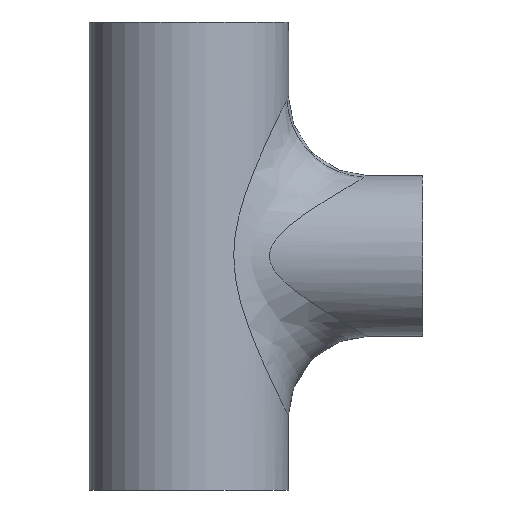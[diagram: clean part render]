
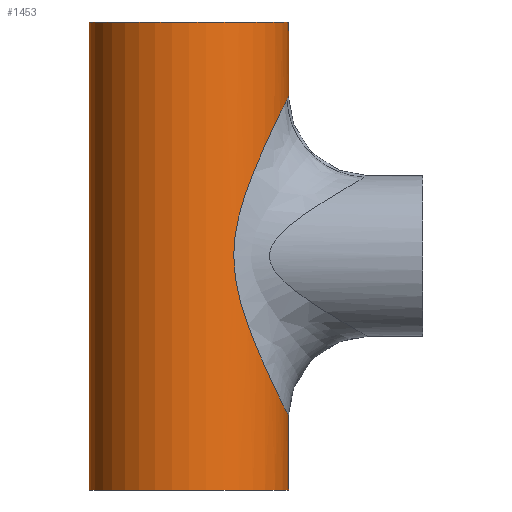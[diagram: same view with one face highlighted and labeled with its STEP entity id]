
A CAD part, front view. The second image highlights one B-rep face of the part: STEP entity #1453.
In plain terms, the highlighted cylindrical face has radius 10.65 mm (diameter 21.3 mm), a partial arc.
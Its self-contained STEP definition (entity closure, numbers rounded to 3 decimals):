
#15 = CARTESIAN_POINT ( 'NONE',  ( -10.65, 0., -25. ) ) ;
#22 = CARTESIAN_POINT ( 'NONE',  ( 6.36, -8.549, 7.542 ) ) ;
#31 = CARTESIAN_POINT ( 'NONE',  ( 10.65, 0., -25. ) ) ;
#40 = VECTOR ( 'NONE', #372, 1000. ) ;
#41 = CARTESIAN_POINT ( 'NONE',  ( 5.234, -9.276, 3.796 ) ) ;
#50 = CARTESIAN_POINT ( 'NONE',  ( 8.045, -6.994, -11.626 ) ) ;
#52 = EDGE_CURVE ( 'NONE', #688, #1516, #1472, .T. ) ;
#109 = DIRECTION ( 'NONE',  ( 0., 0., -1. ) ) ;
#114 = CARTESIAN_POINT ( 'NONE',  ( 10.65, 0., -17.1 ) ) ;
#133 = CARTESIAN_POINT ( 'NONE',  ( 9.749, -4.3, -15.264 ) ) ;
#137 = DIRECTION ( 'NONE',  ( 0., 0., 1. ) ) ;
#168 = CARTESIAN_POINT ( 'NONE',  ( 10.384, -2.4, 16.564 ) ) ;
#177 = CARTESIAN_POINT ( 'NONE',  ( 9.515, -4.794, 14.78 ) ) ;
#246 = CARTESIAN_POINT ( 'NONE',  ( 10.633, -0.686, 17.066 ) ) ;
#254 = FACE_OUTER_BOUND ( 'NONE', #494, .T. ) ;
#260 = ORIENTED_EDGE ( 'NONE', *, *, #683, .F. ) ;
#295 = CARTESIAN_POINT ( 'NONE',  ( 9.66, -4.497, 15.081 ) ) ;
#303 = CARTESIAN_POINT ( 'NONE',  ( 7.294, -7.764, 9.887 ) ) ;
#314 = CARTESIAN_POINT ( 'NONE',  ( 5.02, -9.395, -2.791 ) ) ;
#322 = CARTESIAN_POINT ( 'NONE',  ( 5.546, -9.095, 5.073 ) ) ;
#332 = CARTESIAN_POINT ( 'NONE',  ( 7.072, -7.973, -9.365 ) ) ;
#350 = ORIENTED_EDGE ( 'NONE', *, *, #505, .F. ) ;
#372 = DIRECTION ( 'NONE',  ( 0., 0., -1. ) ) ;
#383 = CARTESIAN_POINT ( 'NONE',  ( 0., 0., -25. ) ) ;
#398 = CYLINDRICAL_SURFACE ( 'NONE', #787, 10.65 ) ;
#412 = DIRECTION ( 'NONE',  ( 0., 0., -1. ) ) ;
#430 = CARTESIAN_POINT ( 'NONE',  ( 4.923, -9.444, 2.06 ) ) ;
#438 = CARTESIAN_POINT ( 'NONE',  ( 6.455, -8.481, -7.791 ) ) ;
#494 = EDGE_LOOP ( 'NONE', ( #350, #637, #792, #542, #260, #1158, #741 ) ) ;
#505 = EDGE_CURVE ( 'NONE', #671, #1693, #1429, .T. ) ;
#514 = CARTESIAN_POINT ( 'NONE',  ( 10.65, 0., 25. ) ) ;
#529 = CARTESIAN_POINT ( 'NONE',  ( 10.523, -1.672, 16.844 ) ) ;
#537 = CARTESIAN_POINT ( 'NONE',  ( 10.463, -1.988, 16.722 ) ) ;
#542 = ORIENTED_EDGE ( 'NONE', *, *, #762, .T. ) ;
#554 = B_SPLINE_CURVE_WITH_KNOTS ( 'NONE', 3,
 ( #537, #529, #1635, #246, #1072, #810 ),
 .UNSPECIFIED., .F., .F.,
 ( 4, 2, 4 ),
 ( 0.088, 0.089, 0.09 ),
 .UNSPECIFIED. ) ;
#557 = AXIS2_PLACEMENT_3D ( 'NONE', #383, #137, #1478 ) ;
#571 = CARTESIAN_POINT ( 'NONE',  ( 5.394, -9.186, -4.514 ) ) ;
#590 = CARTESIAN_POINT ( 'NONE',  ( 9.933, -3.858, 15.642 ) ) ;
#637 = ORIENTED_EDGE ( 'NONE', *, *, #1579, .F. ) ;
#643 = AXIS2_PLACEMENT_3D ( 'NONE', #1627, #820, #659 ) ;
#647 = VECTOR ( 'NONE', #1188, 1000. ) ;
#657 = VERTEX_POINT ( 'NONE', #15 ) ;
#659 = DIRECTION ( 'NONE',  ( 1., 0., 0. ) ) ;
#664 = CARTESIAN_POINT ( 'NONE',  ( 10.133, -3.299, -16.052 ) ) ;
#671 = VERTEX_POINT ( 'NONE', #1102 ) ;
#682 = CARTESIAN_POINT ( 'NONE',  ( 0., 0., 25. ) ) ;
#683 = EDGE_CURVE ( 'NONE', #688, #1742, #972, .T. ) ;
#688 = VERTEX_POINT ( 'NONE', #1250 ) ;
#705 = CARTESIAN_POINT ( 'NONE',  ( 8.371, -6.607, -12.345 ) ) ;
#713 = CARTESIAN_POINT ( 'NONE',  ( 8.596, -6.314, 12.834 ) ) ;
#722 = CARTESIAN_POINT ( 'NONE',  ( 4.805, -9.504, 0.739 ) ) ;
#731 = CARTESIAN_POINT ( 'NONE',  ( 8.85, -5.931, -13.377 ) ) ;
#741 = ORIENTED_EDGE ( 'NONE', *, *, #1345, .T. ) ;
#762 = EDGE_CURVE ( 'NONE', #657, #1742, #1336, .T. ) ;
#787 = AXIS2_PLACEMENT_3D ( 'NONE', #682, #109, #1089 ) ;
#792 = ORIENTED_EDGE ( 'NONE', *, *, #1394, .T. ) ;
#794 = CARTESIAN_POINT ( 'NONE',  ( -10.65, 0., 25. ) ) ;
#809 = CARTESIAN_POINT ( 'NONE',  ( 10.65, 0., 25. ) ) ;
#810 = CARTESIAN_POINT ( 'NONE',  ( 10.65, 0., 17.1 ) ) ;
#820 = DIRECTION ( 'NONE',  ( 0., 0., 1. ) ) ;
#842 = CARTESIAN_POINT ( 'NONE',  ( 10.285, -2.791, 16.362 ) ) ;
#851 = CARTESIAN_POINT ( 'NONE',  ( 8.272, -6.726, 12.128 ) ) ;
#859 = CARTESIAN_POINT ( 'NONE',  ( 4.986, -9.411, 2.499 ) ) ;
#867 = CARTESIAN_POINT ( 'NONE',  ( 10.059, -3.52, 15.901 ) ) ;
#872 = VECTOR ( 'NONE', #412, 1000. ) ;
#876 = CARTESIAN_POINT ( 'NONE',  ( 7.617, -7.446, 10.647 ) ) ;
#950 = CARTESIAN_POINT ( 'NONE',  ( 10.247, -2.929, -16.284 ) ) ;
#971 = CARTESIAN_POINT ( 'NONE',  ( 10.437, -2.158, -16.67 ) ) ;
#972 = LINE ( 'NONE', #809, #872 ) ;
#979 = CARTESIAN_POINT ( 'NONE',  ( 5.142, -9.327, 3.367 ) ) ;
#987 = CARTESIAN_POINT ( 'NONE',  ( 4.833, -9.49, 1.18 ) ) ;
#1000 = CARTESIAN_POINT ( 'NONE',  ( -10.65, 0., 25. ) ) ;
#1072 = CARTESIAN_POINT ( 'NONE',  ( 10.65, -0.344, 17.1 ) ) ;
#1078 = CARTESIAN_POINT ( 'NONE',  ( 9.465, -4.893, -14.676 ) ) ;
#1086 = CARTESIAN_POINT ( 'NONE',  ( 10.621, -0.896, -17.042 ) ) ;
#1089 = DIRECTION ( 'NONE',  ( -1., 0., 0. ) ) ;
#1101 = CARTESIAN_POINT ( 'NONE',  ( 10.514, -1.753, -16.825 ) ) ;
#1102 = CARTESIAN_POINT ( 'NONE',  ( 10.65, 0., 25. ) ) ;
#1110 = CARTESIAN_POINT ( 'NONE',  ( 5.802, -8.937, 5.911 ) ) ;
#1118 = CARTESIAN_POINT ( 'NONE',  ( 6.161, -8.693, -6.99 ) ) ;
#1138 = CARTESIAN_POINT ( 'NONE',  ( 4.799, -9.507, -0.59 ) ) ;
#1146 = CARTESIAN_POINT ( 'NONE',  ( 4.887, -9.463, -1.918 ) ) ;
#1158 = ORIENTED_EDGE ( 'NONE', *, *, #52, .T. ) ;
#1188 = DIRECTION ( 'NONE',  ( 0., 0., -1. ) ) ;
#1214 = CARTESIAN_POINT ( 'NONE',  ( 9.884, -3.984, -15.542 ) ) ;
#1216 = CARTESIAN_POINT ( 'NONE',  ( 10.463, -1.988, 16.722 ) ) ;
#1240 = VERTEX_POINT ( 'NONE', #1000 ) ;
#1250 = CARTESIAN_POINT ( 'NONE',  ( 10.65, 0., -17.1 ) ) ;
#1257 = CARTESIAN_POINT ( 'NONE',  ( 4.789, -9.513, -0.146 ) ) ;
#1266 = CARTESIAN_POINT ( 'NONE',  ( 10.463, -1.988, 16.722 ) ) ;
#1336 = CIRCLE ( 'NONE', #557, 10.65 ) ;
#1345 = EDGE_CURVE ( 'NONE', #1516, #1693, #554, .T. ) ;
#1359 = LINE ( 'NONE', #794, #40 ) ;
#1389 = CIRCLE ( 'NONE', #643, 10.65 ) ;
#1394 = EDGE_CURVE ( 'NONE', #1240, #657, #1359, .T. ) ;
#1399 = CARTESIAN_POINT ( 'NONE',  ( 9.064, -5.598, 13.834 ) ) ;
#1408 = CARTESIAN_POINT ( 'NONE',  ( 7.134, -7.91, 9.503 ) ) ;
#1429 = LINE ( 'NONE', #514, #647 ) ;
#1453 = ADVANCED_FACE ( 'NONE', ( #254 ), #398, .T. ) ;
#1472 = B_SPLINE_CURVE_WITH_KNOTS ( 'NONE', 3,
 ( #114, #1763, #1086, #1101, #971, #950, #664, #1214, #133, #1078, #1625, #1773, #731, #705, #50, #1666, #332, #438, #1118, #1658, #571, #314, #1146, #1138, #1257, #722, #987, #430, #859, #979, #41, #322, #1110, #22, #1533, #1408, #303, #876, #1556, #851, #713, #1399, #1524, #177, #295, #590, #867, #842, #168, #1266 ),
 .UNSPECIFIED., .F., .F.,
 ( 4, 2, 2, 2, 2, 2, 2, 2, 2, 2, 2, 2, 2, 2, 2, 2, 2, 2, 2, 2, 2, 2, 2, 2, 4 ),
 ( 0.045, 0.046, 0.048, 0.049, 0.05, 0.052, 0.053, 0.056, 0.058, 0.061, 0.064, 0.067, 0.068, 0.069, 0.071, 0.072, 0.075, 0.077, 0.079, 0.08, 0.083, 0.084, 0.085, 0.087, 0.088 ),
 .UNSPECIFIED. ) ;
#1478 = DIRECTION ( 'NONE',  ( 1., 0., 0. ) ) ;
#1515 = CARTESIAN_POINT ( 'NONE',  ( 10.65, 0., 17.1 ) ) ;
#1516 = VERTEX_POINT ( 'NONE', #1216 ) ;
#1524 = CARTESIAN_POINT ( 'NONE',  ( 9.218, -5.344, 14.157 ) ) ;
#1533 = CARTESIAN_POINT ( 'NONE',  ( 6.663, -8.319, 8.337 ) ) ;
#1556 = CARTESIAN_POINT ( 'NONE',  ( 7.781, -7.275, 11.023 ) ) ;
#1579 = EDGE_CURVE ( 'NONE', #1240, #671, #1389, .T. ) ;
#1625 = CARTESIAN_POINT ( 'NONE',  ( 9.316, -5.169, -14.365 ) ) ;
#1627 = CARTESIAN_POINT ( 'NONE',  ( 0., 0., 25. ) ) ;
#1635 = CARTESIAN_POINT ( 'NONE',  ( 10.569, -1.349, 16.938 ) ) ;
#1658 = CARTESIAN_POINT ( 'NONE',  ( 5.631, -9.045, -5.351 ) ) ;
#1666 = CARTESIAN_POINT ( 'NONE',  ( 7.396, -7.677, -10.138 ) ) ;
#1693 = VERTEX_POINT ( 'NONE', #1515 ) ;
#1742 = VERTEX_POINT ( 'NONE', #31 ) ;
#1763 = CARTESIAN_POINT ( 'NONE',  ( 10.65, -0.445, -17.1 ) ) ;
#1773 = CARTESIAN_POINT ( 'NONE',  ( 9.008, -5.689, -13.714 ) ) ;
